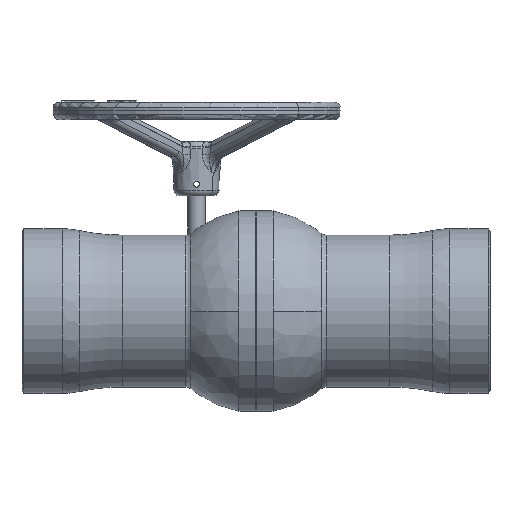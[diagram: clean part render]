
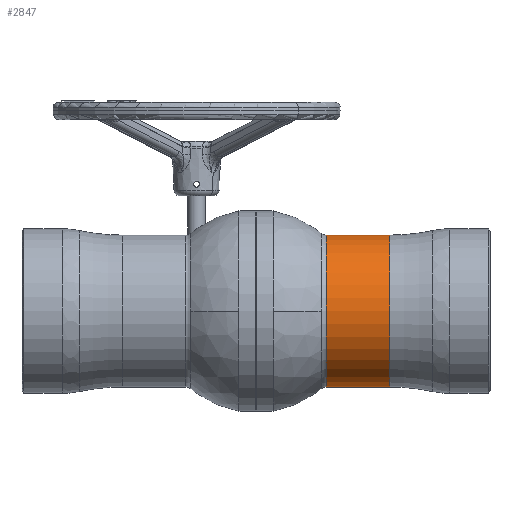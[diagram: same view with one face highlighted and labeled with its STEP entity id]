
A CAD part, front view. The second image highlights one B-rep face of the part: STEP entity #2847.
In plain terms, the highlighted cylindrical face has radius 52.75 mm (diameter 105.5 mm), a partial arc.
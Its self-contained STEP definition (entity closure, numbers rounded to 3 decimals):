
#1233 = CARTESIAN_POINT ( 'NONE',  ( 92.779, 71.142, 0. ) ) ;
#1264 = ORIENTED_EDGE ( 'NONE', *, *, #23493, .F. ) ;
#2785 = CARTESIAN_POINT ( 'NONE',  ( 48.815, 71.142, 0. ) ) ;
#2847 = ADVANCED_FACE ( 'NONE', ( #33698 ), #13915, .T. ) ;
#3232 = AXIS2_PLACEMENT_3D ( 'NONE', #1233, #35134, #28378 ) ;
#6318 = DIRECTION ( 'NONE',  ( 0., 0., 1. ) ) ;
#6907 = VERTEX_POINT ( 'NONE', #43843 ) ;
#9158 = LINE ( 'NONE', #20336, #16348 ) ;
#11593 = VERTEX_POINT ( 'NONE', #37606 ) ;
#13537 = CIRCLE ( 'NONE', #39321, 52.75 ) ;
#13915 = CYLINDRICAL_SURFACE ( 'NONE', #21998, 52.75 ) ;
#14770 = EDGE_LOOP ( 'NONE', ( #28886, #16595, #31388, #1264 ) ) ;
#16348 = VECTOR ( 'NONE', #27996, 1000. ) ;
#16595 = ORIENTED_EDGE ( 'NONE', *, *, #20548, .T. ) ;
#20336 = CARTESIAN_POINT ( 'NONE',  ( 222.77, 71.142, -52.75 ) ) ;
#20548 = EDGE_CURVE ( 'NONE', #11593, #6907, #9158, .T. ) ;
#20855 = EDGE_CURVE ( 'NONE', #42371, #11593, #13537, .T. ) ;
#21809 = DIRECTION ( 'NONE',  ( 1., 0., 0. ) ) ;
#21998 = AXIS2_PLACEMENT_3D ( 'NONE', #43806, #34349, #6318 ) ;
#23493 = EDGE_CURVE ( 'NONE', #42371, #27627, #35109, .T. ) ;
#24317 = CARTESIAN_POINT ( 'NONE',  ( 92.779, 71.142, 52.75 ) ) ;
#27627 = VERTEX_POINT ( 'NONE', #24317 ) ;
#27996 = DIRECTION ( 'NONE',  ( 1., 0., 0. ) ) ;
#28378 = DIRECTION ( 'NONE',  ( 0., 0., 1. ) ) ;
#28886 = ORIENTED_EDGE ( 'NONE', *, *, #20855, .T. ) ;
#30471 = CIRCLE ( 'NONE', #3232, 52.75 ) ;
#31388 = ORIENTED_EDGE ( 'NONE', *, *, #33967, .F. ) ;
#33698 = FACE_OUTER_BOUND ( 'NONE', #14770, .T. ) ;
#33748 = DIRECTION ( 'NONE',  ( 0., 0., 1. ) ) ;
#33967 = EDGE_CURVE ( 'NONE', #27627, #6907, #30471, .T. ) ;
#34349 = DIRECTION ( 'NONE',  ( 1., 0., 0. ) ) ;
#35109 = LINE ( 'NONE', #38903, #39308 ) ;
#35134 = DIRECTION ( 'NONE',  ( 1., 0., 0. ) ) ;
#37109 = DIRECTION ( 'NONE',  ( 1., 0., 0. ) ) ;
#37606 = CARTESIAN_POINT ( 'NONE',  ( 48.815, 71.142, -52.75 ) ) ;
#38903 = CARTESIAN_POINT ( 'NONE',  ( 222.77, 71.142, 52.75 ) ) ;
#39308 = VECTOR ( 'NONE', #21809, 1000. ) ;
#39321 = AXIS2_PLACEMENT_3D ( 'NONE', #2785, #37109, #33748 ) ;
#40949 = CARTESIAN_POINT ( 'NONE',  ( 48.815, 71.142, 52.75 ) ) ;
#42371 = VERTEX_POINT ( 'NONE', #40949 ) ;
#43806 = CARTESIAN_POINT ( 'NONE',  ( 222.77, 71.142, 0. ) ) ;
#43843 = CARTESIAN_POINT ( 'NONE',  ( 92.779, 71.142, -52.75 ) ) ;
